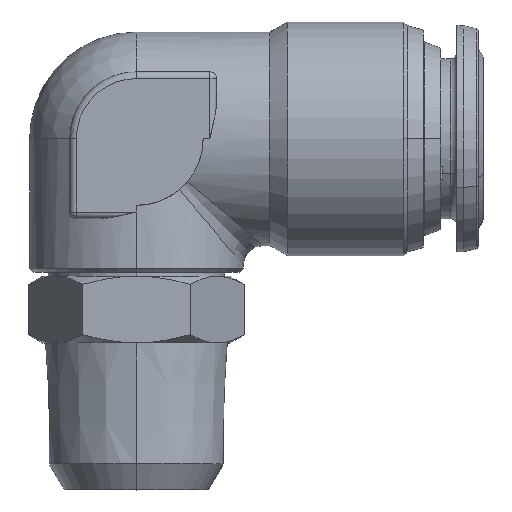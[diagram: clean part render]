
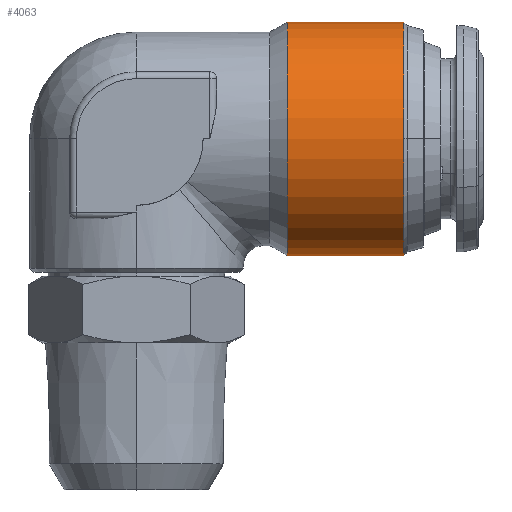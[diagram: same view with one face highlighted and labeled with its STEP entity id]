
A CAD part, top view. The second image highlights one B-rep face of the part: STEP entity #4063.
In plain terms, the highlighted cylindrical face has radius 8.75 mm (diameter 17.5 mm), a partial arc.
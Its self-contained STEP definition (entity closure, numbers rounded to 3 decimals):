
#931 = CARTESIAN_POINT ( 'NONE',  ( 20.022, 22.4, 8.75 ) ) ;
#935 = CARTESIAN_POINT ( 'NONE',  ( 20.022, 31.15, 0. ) ) ;
#948 = CARTESIAN_POINT ( 'NONE',  ( 11.299, 31.15, 0. ) ) ;
#950 = CARTESIAN_POINT ( 'NONE',  ( 11.299, 13.65, 0. ) ) ;
#956 = CARTESIAN_POINT ( 'NONE',  ( 20.022, 13.65, 0. ) ) ;
#1019 = CARTESIAN_POINT ( 'NONE',  ( 20.022, 22.4, 0. ) ) ;
#1020 = DIRECTION ( 'NONE',  ( -1., 0., 0. ) ) ;
#1021 = DIRECTION ( 'NONE',  ( 0., 0., 1. ) ) ;
#1030 = CARTESIAN_POINT ( 'NONE',  ( 11.299, 22.4, 0. ) ) ;
#1031 = DIRECTION ( 'NONE',  ( 1., 0., 0. ) ) ;
#1032 = DIRECTION ( 'NONE',  ( 0., 1., 0. ) ) ;
#1177 = DIRECTION ( 'NONE',  ( 1., 0., 0. ) ) ;
#1178 = CARTESIAN_POINT ( 'NONE',  ( 22.4, 31.15, 0. ) ) ;
#1189 = CARTESIAN_POINT ( 'NONE',  ( 22.4, 13.65, 0. ) ) ;
#1190 = DIRECTION ( 'NONE',  ( 1., 0., 0. ) ) ;
#1192 = CARTESIAN_POINT ( 'NONE',  ( 20.022, 22.4, 0. ) ) ;
#1193 = DIRECTION ( 'NONE',  ( -1., 0., 0. ) ) ;
#1194 = DIRECTION ( 'NONE',  ( 0., 0., 1. ) ) ;
#1586 = AXIS2_PLACEMENT_3D ( 'NONE', #5304, #5305, #5313 ) ;
#1741 = EDGE_LOOP ( 'NONE', ( #2417, #2418, #2419, #2420, #2421 ) ) ;
#1952 = VERTEX_POINT ( 'NONE', #931 ) ;
#1956 = VERTEX_POINT ( 'NONE', #935 ) ;
#1969 = VERTEX_POINT ( 'NONE', #948 ) ;
#1971 = VERTEX_POINT ( 'NONE', #950 ) ;
#1977 = VERTEX_POINT ( 'NONE', #956 ) ;
#2100 = FACE_OUTER_BOUND ( 'NONE', #1741, .T. ) ;
#2108 = CYLINDRICAL_SURFACE ( 'NONE', #1586, 8.75 ) ;
#2165 = CIRCLE ( 'NONE', #3743, 8.75 ) ;
#2176 = CIRCLE ( 'NONE', #3745, 8.75 ) ;
#2235 = CIRCLE ( 'NONE', #4176, 8.75 ) ;
#2238 = LINE ( 'NONE', #1189, #2239 ) ;
#2239 = VECTOR ( 'NONE', #1190, 1000. ) ;
#2240 = LINE ( 'NONE', #1178, #2242 ) ;
#2242 = VECTOR ( 'NONE', #1177, 1000. ) ;
#2417 = ORIENTED_EDGE ( 'NONE', *, *, #3516, .T. ) ;
#2418 = ORIENTED_EDGE ( 'NONE', *, *, #3564, .T. ) ;
#2419 = ORIENTED_EDGE ( 'NONE', *, *, #3565, .T. ) ;
#2420 = ORIENTED_EDGE ( 'NONE', *, *, #3511, .T. ) ;
#2421 = ORIENTED_EDGE ( 'NONE', *, *, #3566, .F. ) ;
#3511 = EDGE_CURVE ( 'NONE', #1952, #1956, #2165, .T. ) ;
#3516 = EDGE_CURVE ( 'NONE', #1969, #1971, #2176, .T. ) ;
#3564 = EDGE_CURVE ( 'NONE', #1971, #1977, #2238, .T. ) ;
#3565 = EDGE_CURVE ( 'NONE', #1977, #1952, #2235, .T. ) ;
#3566 = EDGE_CURVE ( 'NONE', #1969, #1956, #2240, .T. ) ;
#3743 = AXIS2_PLACEMENT_3D ( 'NONE', #1019, #1020, #1021 ) ;
#3745 = AXIS2_PLACEMENT_3D ( 'NONE', #1030, #1031, #1032 ) ;
#4063 = ADVANCED_FACE ( 'NONE', ( #2100 ), #2108, .T. ) ;
#4176 = AXIS2_PLACEMENT_3D ( 'NONE', #1192, #1193, #1194 ) ;
#5304 = CARTESIAN_POINT ( 'NONE',  ( 22.4, 22.4, 0. ) ) ;
#5305 = DIRECTION ( 'NONE',  ( 1., 0., 0. ) ) ;
#5313 = DIRECTION ( 'NONE',  ( 0., 1., 0. ) ) ;
